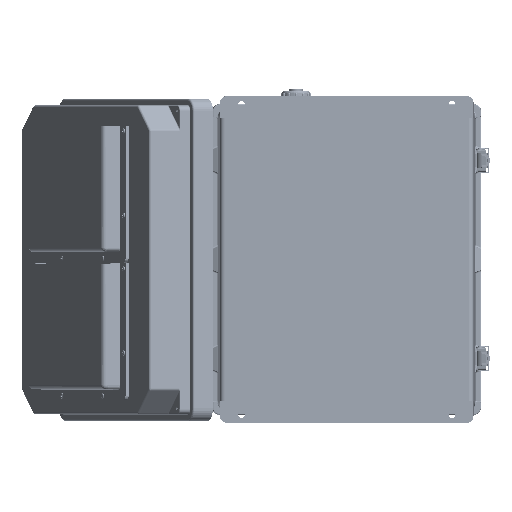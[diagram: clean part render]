
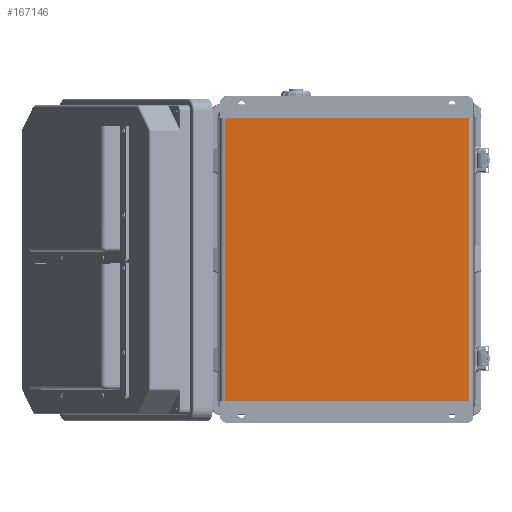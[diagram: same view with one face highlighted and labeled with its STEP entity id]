
A CAD part, front view. The second image highlights one B-rep face of the part: STEP entity #167146.
In plain terms, the highlighted planar face has unit normal (0, -1, 0).
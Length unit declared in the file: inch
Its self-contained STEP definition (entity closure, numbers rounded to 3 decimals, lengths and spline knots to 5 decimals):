
#8020 = VERTEX_POINT ( 'NONE', #65601 ) ;
#12263 = EDGE_LOOP ( 'NONE', ( #113925, #184440, #165987, #89762 ) ) ;
#18110 = VECTOR ( 'NONE', #32325, 39.37008 ) ;
#22521 = LINE ( 'NONE', #168927, #41891 ) ;
#28059 = EDGE_CURVE ( 'NONE', #45752, #147095, #131798, .T. ) ;
#31394 = LINE ( 'NONE', #89445, #18110 ) ;
#32325 = DIRECTION ( 'NONE',  ( -1., 0., 0. ) ) ;
#41891 = VECTOR ( 'NONE', #67237, 39.37008 ) ;
#43432 = DIRECTION ( 'NONE',  ( 0., 0., 1. ) ) ;
#45752 = VERTEX_POINT ( 'NONE', #65094 ) ;
#48278 = DIRECTION ( 'NONE',  ( 0., 0., 1. ) ) ;
#60529 = LINE ( 'NONE', #105234, #123769 ) ;
#62567 = DIRECTION ( 'NONE',  ( 0., 1., 0. ) ) ;
#65094 = CARTESIAN_POINT ( 'NONE',  ( 5.78771, 0.05906, -1.04331 ) ) ;
#65601 = CARTESIAN_POINT ( 'NONE',  ( -5.78771, 0.05906, -14.4685 ) ) ;
#67237 = DIRECTION ( 'NONE',  ( 0., 0., 1. ) ) ;
#70522 = CARTESIAN_POINT ( 'NONE',  ( 6.11811, 0.05906, -1.04331 ) ) ;
#71792 = EDGE_CURVE ( 'NONE', #138903, #45752, #60529, .T. ) ;
#82173 = VECTOR ( 'NONE', #177353, 39.37008 ) ;
#89445 = CARTESIAN_POINT ( 'NONE',  ( 6.11811, 0.05906, -14.4685 ) ) ;
#89762 = ORIENTED_EDGE ( 'NONE', *, *, #28059, .T. ) ;
#105234 = CARTESIAN_POINT ( 'NONE',  ( 5.78771, 0.05906, -1.04331 ) ) ;
#113925 = ORIENTED_EDGE ( 'NONE', *, *, #182029, .F. ) ;
#119418 = CARTESIAN_POINT ( 'NONE',  ( 6.11811, 0.05906, -1.04331 ) ) ;
#123769 = VECTOR ( 'NONE', #43432, 39.37008 ) ;
#131798 = LINE ( 'NONE', #119418, #82173 ) ;
#138903 = VERTEX_POINT ( 'NONE', #181054 ) ;
#142778 = PLANE ( 'NONE',  #175032 ) ;
#147095 = VERTEX_POINT ( 'NONE', #162194 ) ;
#157971 = FACE_OUTER_BOUND ( 'NONE', #12263, .T. ) ;
#162194 = CARTESIAN_POINT ( 'NONE',  ( -5.78771, 0.05906, -1.04331 ) ) ;
#165987 = ORIENTED_EDGE ( 'NONE', *, *, #71792, .T. ) ;
#167146 = ADVANCED_FACE ( 'NONE', ( #157971 ), #142778, .F. ) ;
#168927 = CARTESIAN_POINT ( 'NONE',  ( -5.78771, 0.05906, -1.04331 ) ) ;
#172321 = EDGE_CURVE ( 'NONE', #138903, #8020, #31394, .T. ) ;
#175032 = AXIS2_PLACEMENT_3D ( 'NONE', #70522, #62567, #48278 ) ;
#177353 = DIRECTION ( 'NONE',  ( -1., 0., 0. ) ) ;
#181054 = CARTESIAN_POINT ( 'NONE',  ( 5.78771, 0.05906, -14.4685 ) ) ;
#182029 = EDGE_CURVE ( 'NONE', #8020, #147095, #22521, .T. ) ;
#184440 = ORIENTED_EDGE ( 'NONE', *, *, #172321, .F. ) ;
